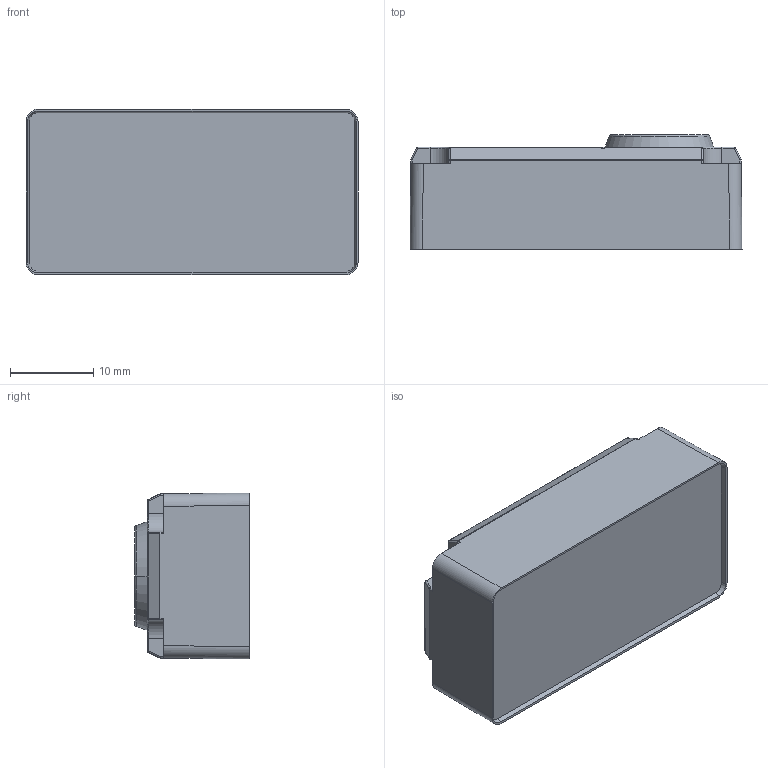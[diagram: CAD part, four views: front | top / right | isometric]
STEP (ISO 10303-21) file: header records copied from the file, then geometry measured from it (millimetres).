
FILE_DESCRIPTION (( 'STEP AP203' ), '1' );
FILE_NAME ('SG_178.stp_Default_sldprt.STEP', '2021-11-09T01:32:37', ( '' ), ( '' ), 'SwSTEP 2.0', 'SolidWorks 2021', '' );
FILE_SCHEMA (( 'CONFIG_CONTROL_DESIGN' ));
Length unit declared in the file: millimetre
Products named in the file (1): SG_178.stp_Default_sldprt
Bounding box: 39.8 x 13.75 x 19.9 mm (x, y, z)
Volume: 8697.1 mm3; surface area: 4202.5 mm2
Topology: 1 solids, 4 shells, 199 faces, 472 edges, 286 vertices
Faces by surface type: cylinder 83, plane 67, cone 21, sphere 16, torus 6, bspline 6
Entity records: 6133 total; most frequent: CARTESIAN_POINT 1496, DIRECTION 976, ORIENTED_EDGE 936, EDGE_CURVE 468, AXIS2_PLACEMENT_3D 374, VERTEX_POINT 286, LINE 228, VECTOR 228
